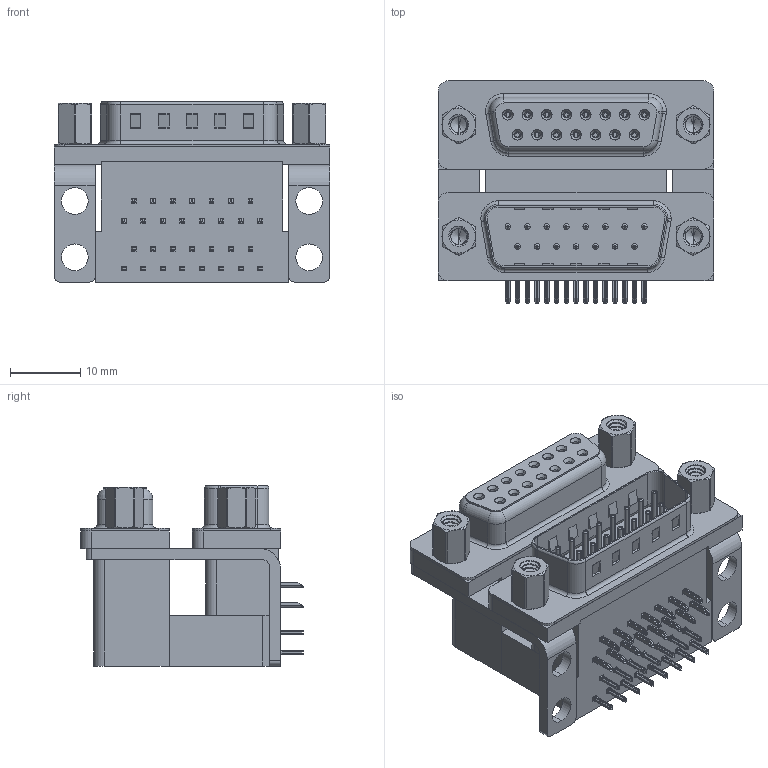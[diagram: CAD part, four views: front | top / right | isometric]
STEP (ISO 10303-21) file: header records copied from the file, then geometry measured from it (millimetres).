
FILE_DESCRIPTION (( 'STEP AP203' ), '1' );
FILE_NAME ('664-015-264-003.STEP', '2022-06-20T14:38:13', ( '' ), ( '' ), 'SwSTEP 2.0', 'SolidWorks 2020', '' );
FILE_SCHEMA (( 'CONFIG_CONTROL_DESIGN' ));
Length unit declared in the file: millimetre
Products named in the file (13): 664-015-264-003; 664 Shell Receptacle_15 Contacts; 664 Mounting Bracket_NoneL; 664 4-40 Hex Standoff 5; 664 Housing Spacer_15 Contacts L; 664 Contact Bottom Lower; 664 Housing Lower_15 Contacts; 664 Contact Top Lower; 664 Contact Bottom Upper_L; 664 Housing Upper_15 Contacts L; 664 Threaded Rivet_4-40; 664 Contact Top Upper_L; 664 Shell Plug_15 Contacts
Assembly tree (45 placements, depth 2):
  664-015-264-003
    664 Housing Lower_15 Contacts
    664 Housing Spacer_15 Contacts L
    664 Housing Upper_15 Contacts L
    664 Shell Plug_15 Contacts
    664 Shell Receptacle_15 Contacts
    664 Contact Bottom Lower  x7
    664 Contact Top Lower  x8
    664 Contact Bottom Upper_L  x7
    664 Contact Top Upper_L  x8
    664 Mounting Bracket_NoneL  x2
    664 Threaded Rivet_4-40  x4
    664 4-40 Hex Standoff 5  x4
Bounding box: 39.19 x 31.61 x 25.6 mm (x, y, z)
Volume: 14941 mm3; surface area: 17177.6 mm2
Topology: 45 solids, 45 shells, 4164 faces, 10739 edges, 6729 vertices
Faces by surface type: plane 2059, cylinder 1158, bspline 548, cone 240, torus 159
Entity records: 48684 total; most frequent: CARTESIAN_POINT 15128, ORIENTED_EDGE 6618, DIRECTION 6188, EDGE_CURVE 3309, LINE 2198, VECTOR 2198, VERTEX_POINT 2115, AXIS2_PLACEMENT_3D 1995
